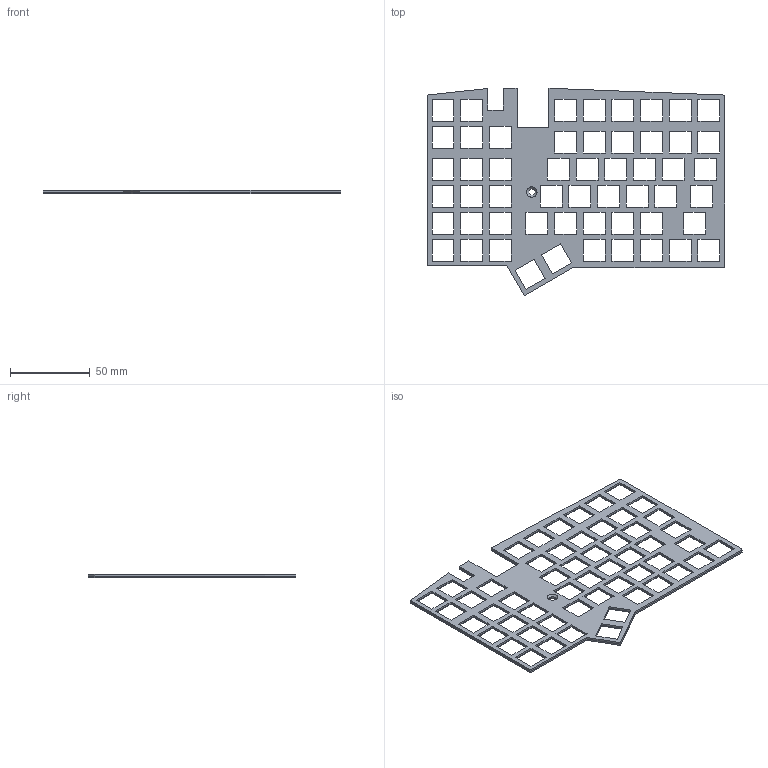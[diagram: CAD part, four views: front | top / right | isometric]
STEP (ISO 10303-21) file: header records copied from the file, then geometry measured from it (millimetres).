
FILE_DESCRIPTION(/* description */ ('','CAx-IF Rec.Pracs.---Representation and Presentation of Product Manufacturing Information (PMI)---4.0---2014-10-13'),/* implementation_level */ '2;1');
FILE_NAME(/* name */ 'Top.step',/* time_stamp */ '2024-12-22T14:52:28+01:00',/* author */ (''),/* organization */ (''),/* preprocessor_version */ 'ST-DEVELOPER v20',/* originating_system */ 'Autodesk Translation Framework v13.20.0.188',/* authorisation */ '');
FILE_SCHEMA (('AP242_MANAGED_MODEL_BASED_3D_ENGINEERING_MIM_LF { 1 0 10303 442 1 1 4 }'));
Length unit declared in the file: millimetre
Products named in the file (1): Top
Bounding box: 187 x 130.25 x 2.2 mm (x, y, z)
Volume: 20404.1 mm3; surface area: 45115.5 mm2
Topology: 2 solids, 2 shells, 474 faces, 1410 edges, 940 vertices
Faces by surface type: plane 468, cylinder 5, cone 1
Full cylindrical faces by diameter (mm): 4.1 x1
Entity records: 16038 total; most frequent: CARTESIAN_POINT 2825, ORIENTED_EDGE 2820, DIRECTION 2372, EDGE_CURVE 1410, LINE 1398, VECTOR 1398, VERTEX_POINT 940, EDGE_LOOP 694
